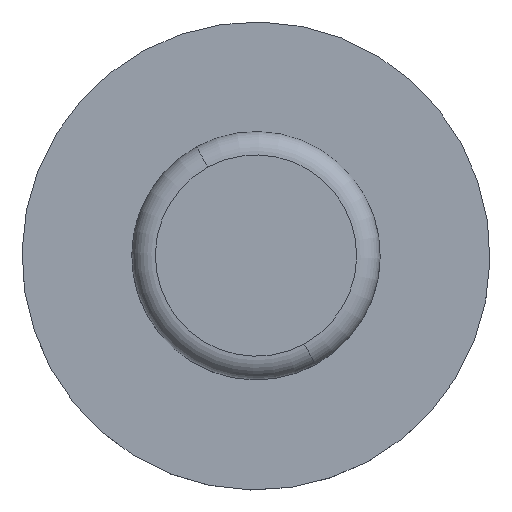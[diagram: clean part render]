
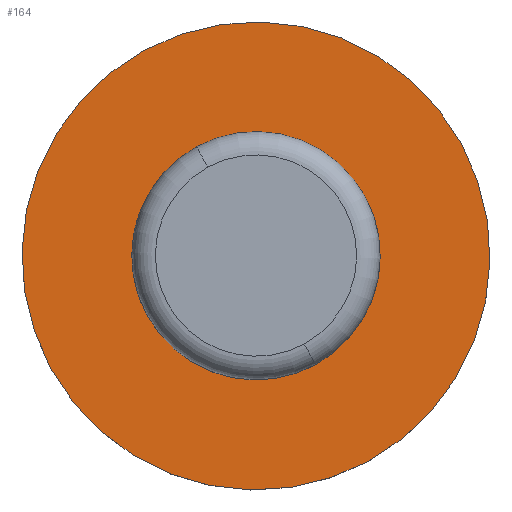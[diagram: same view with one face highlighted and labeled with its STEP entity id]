
A CAD part, top view. The second image highlights one B-rep face of the part: STEP entity #164.
In plain terms, the highlighted planar face has unit normal (0, 0, 1).
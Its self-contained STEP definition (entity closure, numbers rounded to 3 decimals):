
#123=CARTESIAN_POINT('Axis2P3D Location',(0.,-10.,5.)) ;
#128=CARTESIAN_POINT('Axis2P3D Location',(0.,0.,5.)) ;
#132=CARTESIAN_POINT('Vertex',(-4.794,8.776,5.)) ;
#134=CARTESIAN_POINT('Vertex',(4.794,-8.776,5.)) ;
#137=CARTESIAN_POINT('Axis2P3D Location',(0.,0.,5.)) ;
#146=CARTESIAN_POINT('Axis2P3D Location',(0.,0.,5.)) ;
#150=CARTESIAN_POINT('Vertex',(2.541,-4.651,5.)) ;
#152=CARTESIAN_POINT('Vertex',(-2.541,4.651,5.)) ;
#155=CARTESIAN_POINT('Axis2P3D Location',(0.,0.,5.)) ;
#124=DIRECTION('Axis2P3D Direction',(0.,0.,1.)) ;
#125=DIRECTION('Axis2P3D XDirection',(1.,0.,0.)) ;
#129=DIRECTION('Axis2P3D Direction',(0.,0.,1.)) ;
#138=DIRECTION('Axis2P3D Direction',(0.,0.,1.)) ;
#147=DIRECTION('Axis2P3D Direction',(0.,0.,1.)) ;
#156=DIRECTION('Axis2P3D Direction',(0.,0.,1.)) ;
#126=AXIS2_PLACEMENT_3D('Plane Axis2P3D',#123,#124,#125) ;
#130=AXIS2_PLACEMENT_3D('Circle Axis2P3D',#128,#129,$) ;
#139=AXIS2_PLACEMENT_3D('Circle Axis2P3D',#137,#138,$) ;
#148=AXIS2_PLACEMENT_3D('Circle Axis2P3D',#146,#147,$) ;
#157=AXIS2_PLACEMENT_3D('Circle Axis2P3D',#155,#156,$) ;
#143=ORIENTED_EDGE('',*,*,#136,.T.) ;
#144=ORIENTED_EDGE('',*,*,#141,.T.) ;
#161=ORIENTED_EDGE('',*,*,#154,.F.) ;
#162=ORIENTED_EDGE('',*,*,#159,.F.) ;
#163=FACE_BOUND('',#160,.T.) ;
#164=ADVANCED_FACE('PartBody',(#145,#163),#127,.T.) ;
#131=CIRCLE('generated circle',#130,10.) ;
#140=CIRCLE('generated circle',#139,10.) ;
#149=CIRCLE('generated circle',#148,5.3) ;
#158=CIRCLE('generated circle',#157,5.3) ;
#136=EDGE_CURVE('',#133,#135,#131,.T.) ;
#141=EDGE_CURVE('',#135,#133,#140,.T.) ;
#154=EDGE_CURVE('',#151,#153,#149,.T.) ;
#159=EDGE_CURVE('',#153,#151,#158,.T.) ;
#142=EDGE_LOOP('',(#143,#144)) ;
#160=EDGE_LOOP('',(#161,#162)) ;
#145=FACE_OUTER_BOUND('',#142,.T.) ;
#127=PLANE('',#126) ;
#133=VERTEX_POINT('',#132) ;
#135=VERTEX_POINT('',#134) ;
#151=VERTEX_POINT('',#150) ;
#153=VERTEX_POINT('',#152) ;
